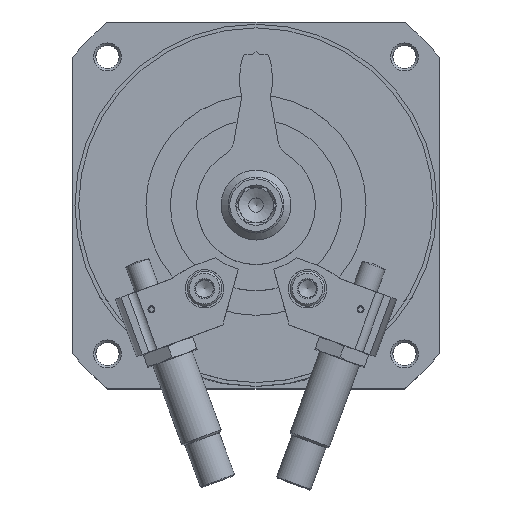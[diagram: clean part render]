
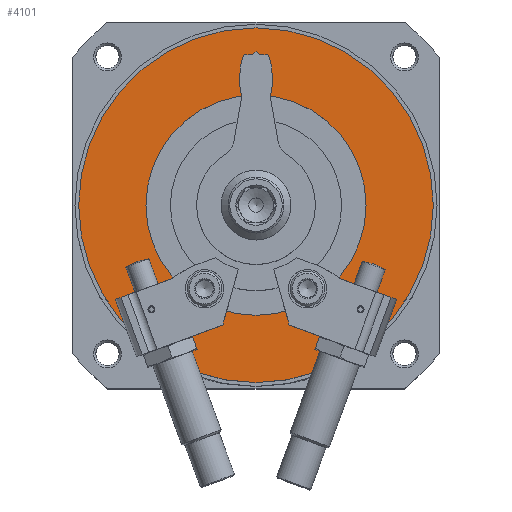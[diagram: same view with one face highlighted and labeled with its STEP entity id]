
A CAD part, top view. The second image highlights one B-rep face of the part: STEP entity #4101.
In plain terms, the highlighted face is planar.
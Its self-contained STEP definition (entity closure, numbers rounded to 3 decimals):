
#165=PLANE('',#4519);
#859=ORIENTED_EDGE('',*,*,#1897,.F.);
#860=ORIENTED_EDGE('',*,*,#1898,.T.);
#1897=EDGE_CURVE('',#2426,#2426,#2825,.T.);
#1898=EDGE_CURVE('',#2427,#2427,#2826,.T.);
#2426=VERTEX_POINT('',#6587);
#2427=VERTEX_POINT('',#6589);
#2825=CIRCLE('',#4520,50.75);
#2826=CIRCLE('',#4521,31.5);
#3116=EDGE_LOOP('',(#859));
#3117=EDGE_LOOP('',(#860));
#3565=FACE_BOUND('',#3116,.T.);
#3566=FACE_BOUND('',#3117,.T.);
#4101=ADVANCED_FACE('',(#3565,#3566),#165,.F.);
#4519=AXIS2_PLACEMENT_3D('',#6585,#5172,#5173);
#4520=AXIS2_PLACEMENT_3D('',#6586,#5174,#5175);
#4521=AXIS2_PLACEMENT_3D('',#6588,#5176,#5177);
#5172=DIRECTION('',(1.,0.,0.));
#5173=DIRECTION('',(0.,0.,-1.));
#5174=DIRECTION('',(1.,0.,0.));
#5175=DIRECTION('',(0.,0.,-1.));
#5176=DIRECTION('',(1.,0.,0.));
#5177=DIRECTION('',(0.,0.,-1.));
#6585=CARTESIAN_POINT('',(-56.,0.,0.));
#6586=CARTESIAN_POINT('',(-56.,0.,0.));
#6587=CARTESIAN_POINT('',(-56.,0.,-50.75));
#6588=CARTESIAN_POINT('',(-56.,0.,0.));
#6589=CARTESIAN_POINT('',(-56.,0.,-31.5));
